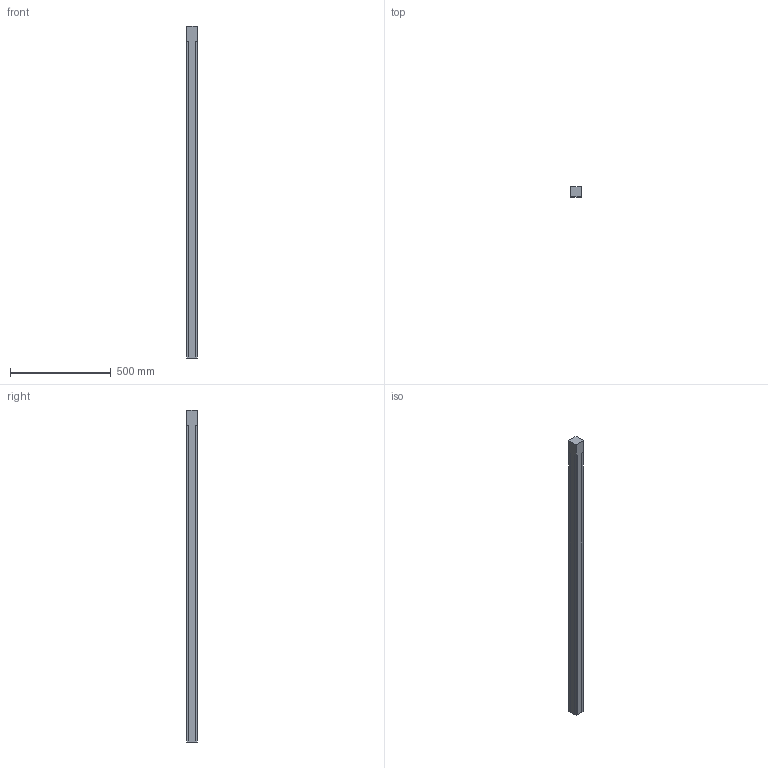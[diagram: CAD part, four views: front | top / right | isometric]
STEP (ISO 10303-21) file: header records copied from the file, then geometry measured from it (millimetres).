
FILE_DESCRIPTION(/* description */ (''),/* implementation_level */ '2;1');
FILE_NAME(/* name */ 'stringer-plenum2vol.step',/* time_stamp */ '2019-08-04T14:38:12-05:00',/* author */ (''),/* organization */ (''),/* preprocessor_version */ 'ST-DEVELOPER v18',/* originating_system */ 'Autodesk Translation Framework v8.2.0.1029',/* authorisation */ '');
FILE_SCHEMA (('AUTOMOTIVE_DESIGN { 1 0 10303 214 3 1 1 }'));
Length unit declared in the file: inch
Products named in the file (2): stringer-plenum2vol; Component1
Assembly tree (1 placements, depth 2):
  stringer-plenum2vol
    Component1
Bounding box: 50.8 x 50.8 x 1651 mm (x, y, z)
Volume: 4260636.9 mm3; surface area: 804616.9 mm2
Topology: 2 solids, 2 shells, 63 faces, 158 edges, 99 vertices
Faces by surface type: plane 34, cylinder 29
Entity records: 1923 total; most frequent: DIRECTION 339, CARTESIAN_POINT 323, ORIENTED_EDGE 316, EDGE_CURVE 158, AXIS2_PLACEMENT_3D 115, LINE 109, VECTOR 109, VERTEX_POINT 99
